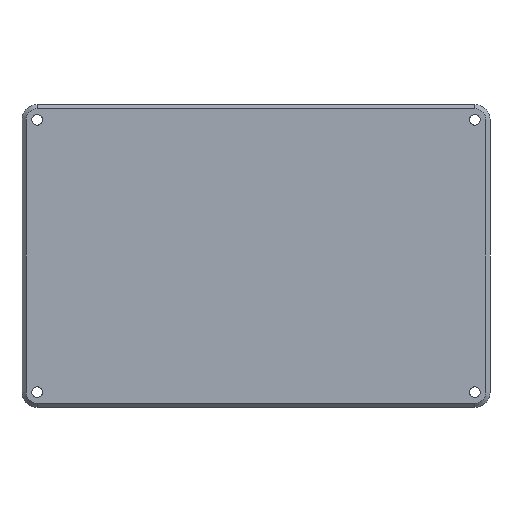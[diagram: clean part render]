
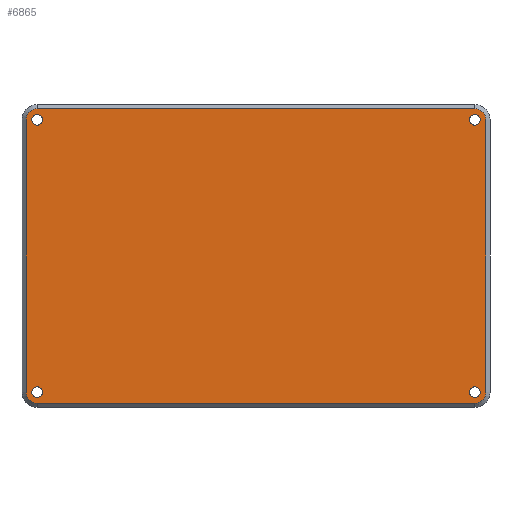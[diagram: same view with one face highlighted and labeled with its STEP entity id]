
A CAD part, front view. The second image highlights one B-rep face of the part: STEP entity #6865.
In plain terms, the highlighted planar face has unit normal (0, -1, 0).
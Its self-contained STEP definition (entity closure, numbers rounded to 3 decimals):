
#145 = EDGE_CURVE ( 'NONE', #7944, #7165, #8083, .T. ) ;
#162 = EDGE_CURVE ( 'NONE', #7925, #7131, #8144, .T. ) ;
#180 = EDGE_CURVE ( 'NONE', #7920, #7167, #8141, .T. ) ;
#226 = EDGE_CURVE ( 'NONE', #7121, #7919, #8181, .T. ) ;
#265 = AXIS2_PLACEMENT_3D ( 'NONE', #4952, #4928, #4954 ) ;
#292 = AXIS2_PLACEMENT_3D ( 'NONE', #5247, #5243, #5253 ) ;
#304 = AXIS2_PLACEMENT_3D ( 'NONE', #5039, #5051, #5060 ) ;
#318 = AXIS2_PLACEMENT_3D ( 'NONE', #4997, #5012, #4995 ) ;
#327 = AXIS2_PLACEMENT_3D ( 'NONE', #3620, #3609, #3622 ) ;
#328 = AXIS2_PLACEMENT_3D ( 'NONE', #3623, #3598, #3600 ) ;
#347 = AXIS2_PLACEMENT_3D ( 'NONE', #3556, #3551, #3545 ) ;
#350 = AXIS2_PLACEMENT_3D ( 'NONE', #3500, #3511, #3522 ) ;
#355 = AXIS2_PLACEMENT_3D ( 'NONE', #3607, #3631, #3610 ) ;
#364 = AXIS2_PLACEMENT_3D ( 'NONE', #3490, #3481, #3487 ) ;
#378 = AXIS2_PLACEMENT_3D ( 'NONE', #3504, #3518, #3501 ) ;
#386 = AXIS2_PLACEMENT_3D ( 'NONE', #3458, #3459, #3435 ) ;
#397 = AXIS2_PLACEMENT_3D ( 'NONE', #4902, #4866, #4880 ) ;
#641 = EDGE_CURVE ( 'NONE', #7708, #7685, #8476, .T. ) ;
#646 = EDGE_CURVE ( 'NONE', #7686, #7659, #8492, .T. ) ;
#650 = EDGE_CURVE ( 'NONE', #7661, #7716, #8491, .T. ) ;
#653 = EDGE_CURVE ( 'NONE', #7165, #7944, #8462, .T. ) ;
#654 = EDGE_CURVE ( 'NONE', #7716, #7708, #8459, .T. ) ;
#656 = EDGE_CURVE ( 'NONE', #7711, #7661, #8467, .T. ) ;
#672 = EDGE_CURVE ( 'NONE', #7131, #7925, #8500, .T. ) ;
#673 = EDGE_CURVE ( 'NONE', #7685, #7686, #8498, .T. ) ;
#684 = EDGE_CURVE ( 'NONE', #7659, #7655, #8527, .T. ) ;
#695 = EDGE_CURVE ( 'NONE', #7167, #7920, #834, .T. ) ;
#696 = EDGE_CURVE ( 'NONE', #7919, #7121, #866, .T. ) ;
#698 = EDGE_CURVE ( 'NONE', #7655, #7711, #827, .T. ) ;
#827 = CIRCLE ( 'NONE', #328, 4. ) ;
#834 = CIRCLE ( 'NONE', #327, 1.95 ) ;
#866 = CIRCLE ( 'NONE', #355, 1.95 ) ;
#952 = FACE_BOUND ( 'NONE', #6527, .T. ) ;
#953 = FACE_BOUND ( 'NONE', #6603, .T. ) ;
#958 = FACE_BOUND ( 'NONE', #6545, .T. ) ;
#959 = FACE_BOUND ( 'NONE', #6590, .T. ) ;
#960 = FACE_OUTER_BOUND ( 'NONE', #6601, .T. ) ;
#3435 = DIRECTION ( 'NONE',  ( 0., 0., 1. ) ) ;
#3458 = CARTESIAN_POINT ( 'NONE',  ( -79.5, 0., 49.5 ) ) ;
#3459 = DIRECTION ( 'NONE',  ( 0., -1., 0. ) ) ;
#3481 = DIRECTION ( 'NONE',  ( 0., -1., 0. ) ) ;
#3487 = DIRECTION ( 'NONE',  ( 0., 0., 1. ) ) ;
#3490 = CARTESIAN_POINT ( 'NONE',  ( 79.5, 0., 49.5 ) ) ;
#3492 = DIRECTION ( 'NONE',  ( -1., 0., 0. ) ) ;
#3493 = DIRECTION ( 'NONE',  ( 0., 0., 1. ) ) ;
#3500 = CARTESIAN_POINT ( 'NONE',  ( -79.5, 0., -49.5 ) ) ;
#3501 = DIRECTION ( 'NONE',  ( 0., 0., 1. ) ) ;
#3504 = CARTESIAN_POINT ( 'NONE',  ( -79.5, 0., -49.5 ) ) ;
#3505 = CARTESIAN_POINT ( 'NONE',  ( 83.5, 0., -49.5 ) ) ;
#3511 = DIRECTION ( 'NONE',  ( 0., -1., 0. ) ) ;
#3518 = DIRECTION ( 'NONE',  ( 0., -1., 0. ) ) ;
#3521 = CARTESIAN_POINT ( 'NONE',  ( -79.5, 0., 53.5 ) ) ;
#3522 = DIRECTION ( 'NONE',  ( 0., 0., -1. ) ) ;
#3545 = DIRECTION ( 'NONE',  ( 0., 0., -1. ) ) ;
#3551 = DIRECTION ( 'NONE',  ( 0., -1., 0. ) ) ;
#3552 = CARTESIAN_POINT ( 'NONE',  ( -83.5, 0., -49.5 ) ) ;
#3556 = CARTESIAN_POINT ( 'NONE',  ( 79.5, 0., 49.5 ) ) ;
#3558 = DIRECTION ( 'NONE',  ( 0., 0., -1. ) ) ;
#3576 = CARTESIAN_POINT ( 'NONE',  ( -79.5, 0., -53.5 ) ) ;
#3579 = DIRECTION ( 'NONE',  ( 1., 0., 0. ) ) ;
#3598 = DIRECTION ( 'NONE',  ( 0., -1., 0. ) ) ;
#3600 = DIRECTION ( 'NONE',  ( 0., 0., 1. ) ) ;
#3607 = CARTESIAN_POINT ( 'NONE',  ( -79.5, 0., 49.5 ) ) ;
#3609 = DIRECTION ( 'NONE',  ( 0., -1., 0. ) ) ;
#3610 = DIRECTION ( 'NONE',  ( 0., 0., -1. ) ) ;
#3620 = CARTESIAN_POINT ( 'NONE',  ( 79.5, 0., -49.5 ) ) ;
#3622 = DIRECTION ( 'NONE',  ( 0., 0., -1. ) ) ;
#3623 = CARTESIAN_POINT ( 'NONE',  ( 79.5, 0., -49.5 ) ) ;
#3631 = DIRECTION ( 'NONE',  ( 0., -1., 0. ) ) ;
#4102 = CARTESIAN_POINT ( 'NONE',  ( -79.5, 0., 51.45 ) ) ;
#4139 = CARTESIAN_POINT ( 'NONE',  ( 79.5, 0., 47.55 ) ) ;
#4163 = CARTESIAN_POINT ( 'NONE',  ( -83.5, 0., 49.5 ) ) ;
#4168 = CARTESIAN_POINT ( 'NONE',  ( 79.5, 0., -51.45 ) ) ;
#4183 = CARTESIAN_POINT ( 'NONE',  ( -79.5, 0., -51.45 ) ) ;
#4186 = CARTESIAN_POINT ( 'NONE',  ( -83.5, 0., -49.5 ) ) ;
#4194 = CARTESIAN_POINT ( 'NONE',  ( -79.5, 0., -53.5 ) ) ;
#4212 = CARTESIAN_POINT ( 'NONE',  ( 83.5, 0., 49.5 ) ) ;
#4221 = CARTESIAN_POINT ( 'NONE',  ( 79.5, 0., -53.5 ) ) ;
#4252 = CARTESIAN_POINT ( 'NONE',  ( -79.5, 0., 53.5 ) ) ;
#4258 = CARTESIAN_POINT ( 'NONE',  ( 83.5, 0., -49.5 ) ) ;
#4275 = CARTESIAN_POINT ( 'NONE',  ( 79.5, 0., 53.5 ) ) ;
#4431 = CARTESIAN_POINT ( 'NONE',  ( 79.5, 0., 51.45 ) ) ;
#4442 = CARTESIAN_POINT ( 'NONE',  ( 79.5, 0., -47.55 ) ) ;
#4444 = CARTESIAN_POINT ( 'NONE',  ( -79.5, 0., -47.55 ) ) ;
#4453 = CARTESIAN_POINT ( 'NONE',  ( -79.5, 0., 47.55 ) ) ;
#4864 = PLANE ( 'NONE',  #397 ) ;
#4866 = DIRECTION ( 'NONE',  ( 0., 1., 0. ) ) ;
#4880 = DIRECTION ( 'NONE',  ( 0., 0., 1. ) ) ;
#4902 = CARTESIAN_POINT ( 'NONE',  ( -79.5, 0., -49.5 ) ) ;
#4928 = DIRECTION ( 'NONE',  ( 0., -1., 0. ) ) ;
#4952 = CARTESIAN_POINT ( 'NONE',  ( -79.5, 0., -49.5 ) ) ;
#4954 = DIRECTION ( 'NONE',  ( 0., 0., -1. ) ) ;
#4995 = DIRECTION ( 'NONE',  ( 0., 0., -1. ) ) ;
#4997 = CARTESIAN_POINT ( 'NONE',  ( 79.5, 0., 49.5 ) ) ;
#5012 = DIRECTION ( 'NONE',  ( 0., -1., 0. ) ) ;
#5039 = CARTESIAN_POINT ( 'NONE',  ( 79.5, 0., -49.5 ) ) ;
#5051 = DIRECTION ( 'NONE',  ( 0., -1., 0. ) ) ;
#5060 = DIRECTION ( 'NONE',  ( 0., 0., -1. ) ) ;
#5243 = DIRECTION ( 'NONE',  ( 0., -1., 0. ) ) ;
#5247 = CARTESIAN_POINT ( 'NONE',  ( -79.5, 0., 49.5 ) ) ;
#5253 = DIRECTION ( 'NONE',  ( 0., 0., -1. ) ) ;
#5770 = ORIENTED_EDGE ( 'NONE', *, *, #145, .F. ) ;
#5772 = ORIENTED_EDGE ( 'NONE', *, *, #653, .F. ) ;
#5773 = ORIENTED_EDGE ( 'NONE', *, *, #696, .F. ) ;
#5788 = ORIENTED_EDGE ( 'NONE', *, *, #641, .T. ) ;
#5794 = ORIENTED_EDGE ( 'NONE', *, *, #672, .F. ) ;
#5805 = ORIENTED_EDGE ( 'NONE', *, *, #180, .F. ) ;
#5838 = ORIENTED_EDGE ( 'NONE', *, *, #695, .F. ) ;
#6117 = ORIENTED_EDGE ( 'NONE', *, *, #650, .T. ) ;
#6118 = ORIENTED_EDGE ( 'NONE', *, *, #646, .T. ) ;
#6119 = ORIENTED_EDGE ( 'NONE', *, *, #684, .T. ) ;
#6120 = ORIENTED_EDGE ( 'NONE', *, *, #698, .T. ) ;
#6121 = ORIENTED_EDGE ( 'NONE', *, *, #654, .T. ) ;
#6122 = ORIENTED_EDGE ( 'NONE', *, *, #656, .T. ) ;
#6123 = ORIENTED_EDGE ( 'NONE', *, *, #162, .F. ) ;
#6124 = ORIENTED_EDGE ( 'NONE', *, *, #226, .F. ) ;
#6125 = ORIENTED_EDGE ( 'NONE', *, *, #673, .T. ) ;
#6527 = EDGE_LOOP ( 'NONE', ( #5838, #5805 ) ) ;
#6545 = EDGE_LOOP ( 'NONE', ( #5794, #6123 ) ) ;
#6590 = EDGE_LOOP ( 'NONE', ( #5773, #6124 ) ) ;
#6601 = EDGE_LOOP ( 'NONE', ( #5788, #6125, #6118, #6119, #6120, #6122, #6117, #6121 ) ) ;
#6603 = EDGE_LOOP ( 'NONE', ( #5772, #5770 ) ) ;
#6865 = ADVANCED_FACE ( 'NONE', ( #952, #953, #958, #959, #960 ), #4864, .F. ) ;
#7121 = VERTEX_POINT ( 'NONE', #4102 ) ;
#7131 = VERTEX_POINT ( 'NONE', #4139 ) ;
#7165 = VERTEX_POINT ( 'NONE', #4183 ) ;
#7167 = VERTEX_POINT ( 'NONE', #4168 ) ;
#7655 = VERTEX_POINT ( 'NONE', #4221 ) ;
#7659 = VERTEX_POINT ( 'NONE', #4194 ) ;
#7661 = VERTEX_POINT ( 'NONE', #4212 ) ;
#7685 = VERTEX_POINT ( 'NONE', #4163 ) ;
#7686 = VERTEX_POINT ( 'NONE', #4186 ) ;
#7708 = VERTEX_POINT ( 'NONE', #4252 ) ;
#7711 = VERTEX_POINT ( 'NONE', #4258 ) ;
#7716 = VERTEX_POINT ( 'NONE', #4275 ) ;
#7919 = VERTEX_POINT ( 'NONE', #4453 ) ;
#7920 = VERTEX_POINT ( 'NONE', #4442 ) ;
#7925 = VERTEX_POINT ( 'NONE', #4431 ) ;
#7944 = VERTEX_POINT ( 'NONE', #4444 ) ;
#8083 = CIRCLE ( 'NONE', #265, 1.95 ) ;
#8141 = CIRCLE ( 'NONE', #304, 1.95 ) ;
#8144 = CIRCLE ( 'NONE', #318, 1.95 ) ;
#8181 = CIRCLE ( 'NONE', #292, 1.95 ) ;
#8459 = LINE ( 'NONE', #3521, #8508 ) ;
#8462 = CIRCLE ( 'NONE', #350, 1.95 ) ;
#8466 = VECTOR ( 'NONE', #3493, 1000. ) ;
#8467 = LINE ( 'NONE', #3505, #8466 ) ;
#8476 = CIRCLE ( 'NONE', #386, 4. ) ;
#8491 = CIRCLE ( 'NONE', #364, 4. ) ;
#8492 = CIRCLE ( 'NONE', #378, 4. ) ;
#8498 = LINE ( 'NONE', #3552, #8501 ) ;
#8500 = CIRCLE ( 'NONE', #347, 1.95 ) ;
#8501 = VECTOR ( 'NONE', #3558, 1000. ) ;
#8508 = VECTOR ( 'NONE', #3492, 1000. ) ;
#8527 = LINE ( 'NONE', #3576, #8542 ) ;
#8542 = VECTOR ( 'NONE', #3579, 1000. ) ;
